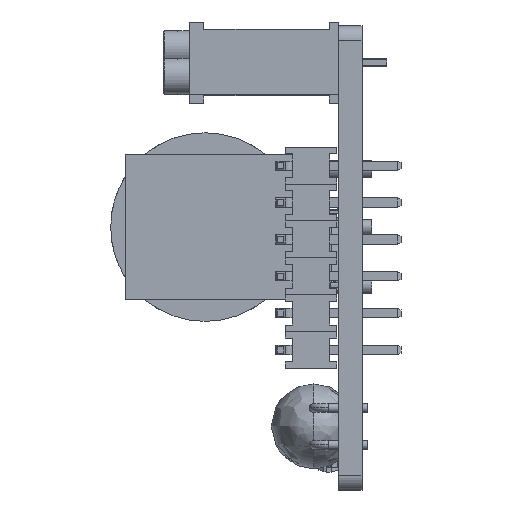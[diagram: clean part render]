
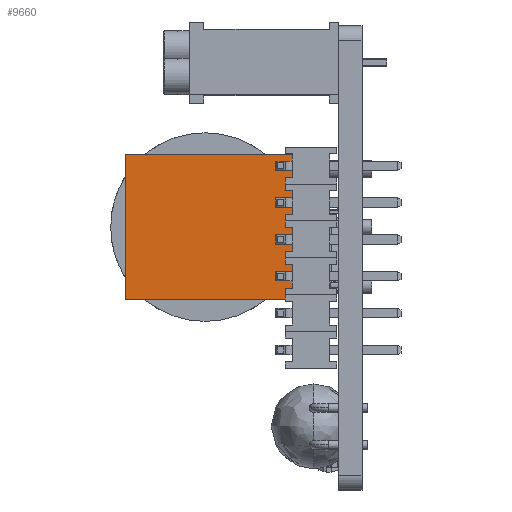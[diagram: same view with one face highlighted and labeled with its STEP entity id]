
A CAD part, left-side view. The second image highlights one B-rep face of the part: STEP entity #9660.
In plain terms, the highlighted face is planar.
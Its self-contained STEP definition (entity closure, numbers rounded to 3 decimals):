
#926 = PLANE ( 'NONE',  #14666 ) ;
#1989 = EDGE_CURVE ( 'NONE', #8551, #21574, #26373, .T. ) ;
#2542 = ORIENTED_EDGE ( 'NONE', *, *, #22765, .T. ) ;
#2790 = VECTOR ( 'NONE', #23475, 1000. ) ;
#3058 = CARTESIAN_POINT ( 'NONE',  ( 5., 0.96, 19.654 ) ) ;
#3514 = CARTESIAN_POINT ( 'NONE',  ( -5., 0.96, 19.654 ) ) ;
#3516 = DIRECTION ( 'NONE',  ( 0., 0., -1. ) ) ;
#7568 = VECTOR ( 'NONE', #14610, 1000. ) ;
#8423 = CARTESIAN_POINT ( 'NONE',  ( 5., 0.96, 6.654 ) ) ;
#8551 = VERTEX_POINT ( 'NONE', #3058 ) ;
#8733 = CARTESIAN_POINT ( 'NONE',  ( 5., 0.96, 19.654 ) ) ;
#9660 = ADVANCED_FACE ( 'NONE', ( #25831 ), #926, .T. ) ;
#9682 = CARTESIAN_POINT ( 'NONE',  ( -5., 0.96, 6.654 ) ) ;
#11679 = CARTESIAN_POINT ( 'NONE',  ( 0., 0.96, 0. ) ) ;
#12191 = CARTESIAN_POINT ( 'NONE',  ( -5., 0.96, 19.654 ) ) ;
#14610 = DIRECTION ( 'NONE',  ( 1., 0., 0. ) ) ;
#14666 = AXIS2_PLACEMENT_3D ( 'NONE', #11679, #25659, #3516 ) ;
#14777 = LINE ( 'NONE', #9682, #7568 ) ;
#14908 = DIRECTION ( 'NONE',  ( 0., 0., -1. ) ) ;
#16395 = CARTESIAN_POINT ( 'NONE',  ( -5., 0.96, 19.654 ) ) ;
#17202 = VERTEX_POINT ( 'NONE', #8423 ) ;
#17555 = EDGE_CURVE ( 'NONE', #21574, #17608, #20408, .T. ) ;
#17608 = VERTEX_POINT ( 'NONE', #25814 ) ;
#18139 = VECTOR ( 'NONE', #20039, 1000. ) ;
#18336 = EDGE_CURVE ( 'NONE', #17202, #8551, #27819, .T. ) ;
#18650 = ORIENTED_EDGE ( 'NONE', *, *, #18336, .T. ) ;
#20039 = DIRECTION ( 'NONE',  ( 0., 0., 1. ) ) ;
#20272 = EDGE_LOOP ( 'NONE', ( #18650, #32077, #32014, #2542 ) ) ;
#20408 = LINE ( 'NONE', #12191, #34322 ) ;
#21574 = VERTEX_POINT ( 'NONE', #16395 ) ;
#22765 = EDGE_CURVE ( 'NONE', #17608, #17202, #14777, .T. ) ;
#23475 = DIRECTION ( 'NONE',  ( -1., 0., 0. ) ) ;
#25659 = DIRECTION ( 'NONE',  ( 0., -1., 0. ) ) ;
#25814 = CARTESIAN_POINT ( 'NONE',  ( -5., 0.96, 6.654 ) ) ;
#25831 = FACE_OUTER_BOUND ( 'NONE', #20272, .T. ) ;
#26373 = LINE ( 'NONE', #3514, #2790 ) ;
#27819 = LINE ( 'NONE', #8733, #18139 ) ;
#32014 = ORIENTED_EDGE ( 'NONE', *, *, #17555, .T. ) ;
#32077 = ORIENTED_EDGE ( 'NONE', *, *, #1989, .T. ) ;
#34322 = VECTOR ( 'NONE', #14908, 1000. ) ;
